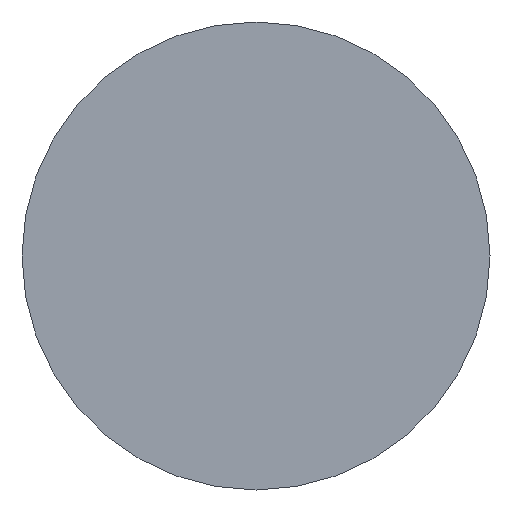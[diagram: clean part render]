
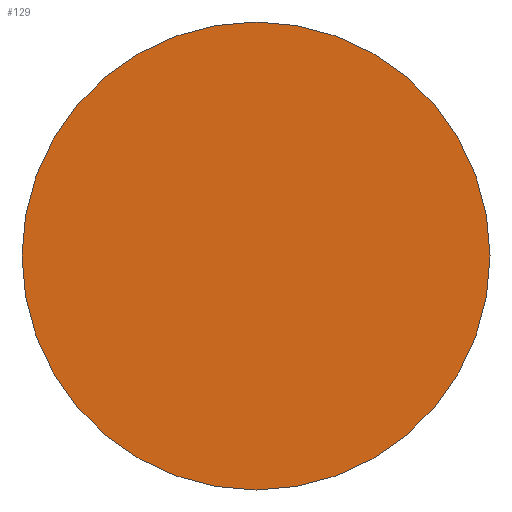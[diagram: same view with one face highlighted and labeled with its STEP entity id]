
A CAD part, front view. The second image highlights one B-rep face of the part: STEP entity #129.
In plain terms, the highlighted planar face has unit normal (0, -1, 0).
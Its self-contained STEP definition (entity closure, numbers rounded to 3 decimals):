
#11 = ORIENTED_EDGE ( 'NONE', *, *, #72, .F. ) ;
#19 = EDGE_LOOP ( 'NONE', ( #11, #196 ) ) ;
#24 = PLANE ( 'NONE',  #229 ) ;
#25 = VERTEX_POINT ( 'NONE', #201 ) ;
#72 = EDGE_CURVE ( 'NONE', #25, #111, #112, .T. ) ;
#88 = AXIS2_PLACEMENT_3D ( 'NONE', #202, #180, #115 ) ;
#97 = DIRECTION ( 'NONE',  ( 0., -1., 0. ) ) ;
#111 = VERTEX_POINT ( 'NONE', #182 ) ;
#112 = CIRCLE ( 'NONE', #88, 21.402 ) ;
#115 = DIRECTION ( 'NONE',  ( -1., 0., 0. ) ) ;
#129 = ADVANCED_FACE ( 'NONE', ( #135 ), #24, .T. ) ;
#135 = FACE_OUTER_BOUND ( 'NONE', #19, .T. ) ;
#141 = DIRECTION ( 'NONE',  ( -1., 0., 0. ) ) ;
#143 = DIRECTION ( 'NONE',  ( 0., 1., 0. ) ) ;
#147 = AXIS2_PLACEMENT_3D ( 'NONE', #186, #143, #141 ) ;
#156 = CARTESIAN_POINT ( 'NONE',  ( 0., 0., 0. ) ) ;
#180 = DIRECTION ( 'NONE',  ( 0., 1., 0. ) ) ;
#182 = CARTESIAN_POINT ( 'NONE',  ( 21.402, 0., 0. ) ) ;
#186 = CARTESIAN_POINT ( 'NONE',  ( 0., 0., 0. ) ) ;
#196 = ORIENTED_EDGE ( 'NONE', *, *, #208, .F. ) ;
#201 = CARTESIAN_POINT ( 'NONE',  ( -21.402, 0., 0. ) ) ;
#202 = CARTESIAN_POINT ( 'NONE',  ( 0., 0., 0. ) ) ;
#207 = CIRCLE ( 'NONE', #147, 21.402 ) ;
#208 = EDGE_CURVE ( 'NONE', #111, #25, #207, .T. ) ;
#221 = DIRECTION ( 'NONE',  ( 1., 0., 0. ) ) ;
#229 = AXIS2_PLACEMENT_3D ( 'NONE', #156, #97, #221 ) ;
